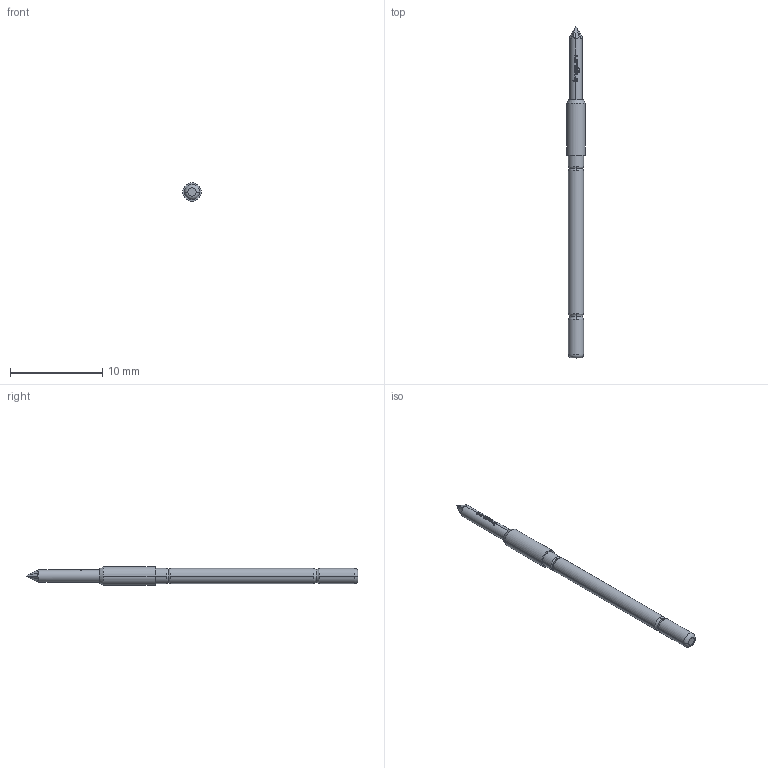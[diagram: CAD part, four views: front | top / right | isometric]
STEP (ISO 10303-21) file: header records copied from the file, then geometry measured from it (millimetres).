
FILE_DESCRIPTION (( 'STEP AP203' ), '1' );
FILE_NAME ('INGUN_GKS-912_217_130_A_xx06.STEP', '2021-09-29T13:08:14', ( 'ochi' ), ( '' ), 'SwSTEP 2.0', 'SolidWorks 2018', '' );
FILE_SCHEMA (( 'CONFIG_CONTROL_DESIGN' ));
Length unit declared in the file: millimetre
Products named in the file (1): INGUN_GKS-912_217_130_A_xx06
Bounding box: 2 x 36 x 2 mm (x, y, z)
Volume: 74.9 mm3; surface area: 185.9 mm2
Topology: 1 solids, 1 shells, 118 faces, 320 edges, 207 vertices
Faces by surface type: plane 47, bspline 30, cylinder 29, torus 10, cone 2
Entity records: 4757 total; most frequent: CARTESIAN_POINT 2240, ORIENTED_EDGE 640, EDGE_CURVE 320, DIRECTION 308, B_SPLINE_CURVE_WITH_KNOTS 222, VERTEX_POINT 207, AXIS2_PLACEMENT_3D 133, EDGE_LOOP 121
